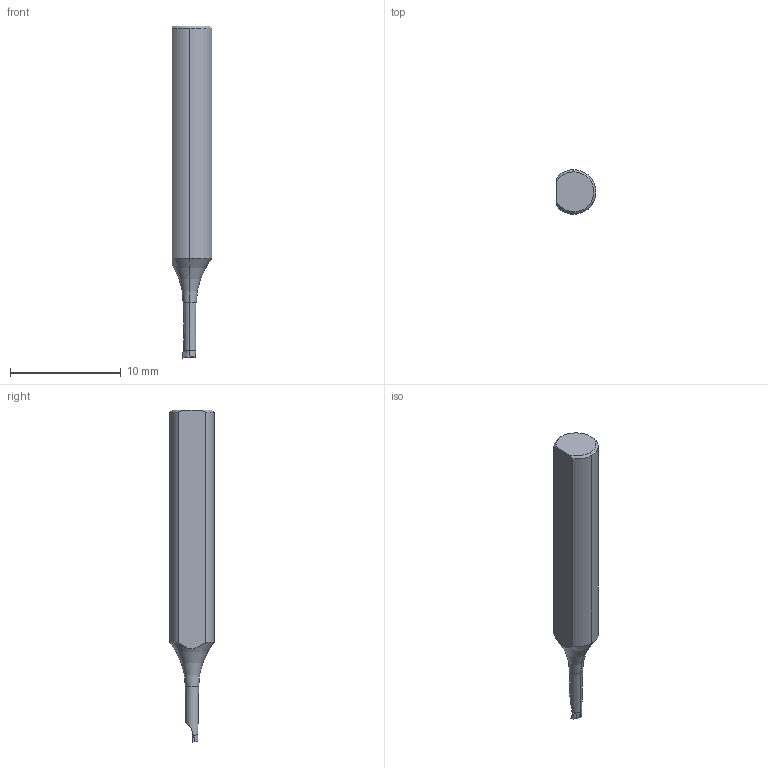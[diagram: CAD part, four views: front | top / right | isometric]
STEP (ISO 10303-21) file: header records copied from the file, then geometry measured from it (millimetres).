
FILE_DESCRIPTION(('no description'),'unknown implementation level');
FILE_NAME('FCD02EF0-3641-42B3-8697-5A507F755975_export.stp',' ',('CIMSOURCE GmbH'),('CADClick - KiM GmbH - www.kimweb.de'),'unknown preprocess','ACIS','unknown authorization');
FILE_SCHEMA(('automotive_design'));
Length unit declared in the file: millimetre
Products named in the file (1): Verrundung2
Bounding box: 3.6 x 4 x 30 mm (x, y, z)
Volume: 269.8 mm3; surface area: 317.1 mm2
Topology: 1 solids, 1 shells, 25 faces, 61 edges, 38 vertices
Faces by surface type: plane 9, cylinder 7, cone 6, torus 3
Entity records: 1539 total; most frequent: CARTESIAN_POINT 240, STYLED_ITEM 125, PRESENTATION_STYLE_ASSIGNMENT 125, COLOUR_RGB 125, DIRECTION 123, ORIENTED_EDGE 122, EDGE_CURVE 61, CURVE_STYLE 61
